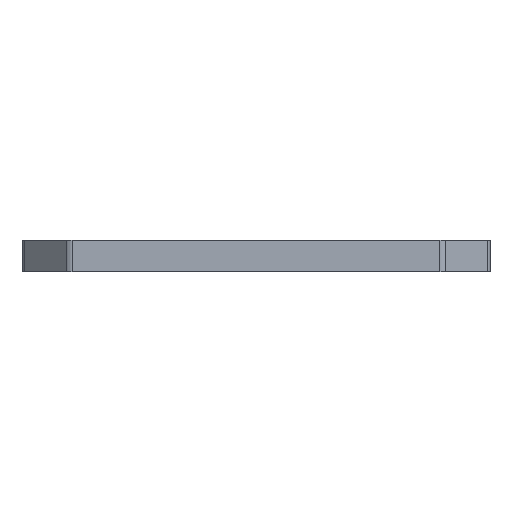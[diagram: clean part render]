
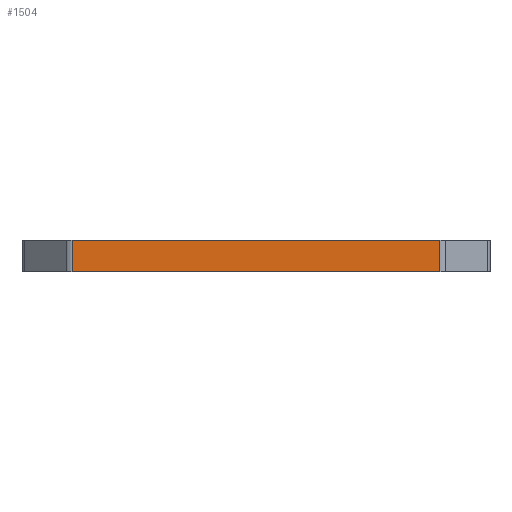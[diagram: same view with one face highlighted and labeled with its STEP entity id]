
A CAD part, left-side view. The second image highlights one B-rep face of the part: STEP entity #1504.
In plain terms, the highlighted planar face has unit normal (-1, 0, 0).
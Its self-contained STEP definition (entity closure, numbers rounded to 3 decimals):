
#33=PLANE('',#1649);
#88=FACE_OUTER_BOUND('',#168,.T.);
#168=EDGE_LOOP('',(#1165,#1166,#1167,#1168));
#265=LINE('',#2325,#421);
#306=LINE('',#2457,#462);
#307=LINE('',#2461,#463);
#308=LINE('',#2462,#464);
#421=VECTOR('',#1845,10.);
#462=VECTOR('',#1964,10.);
#463=VECTOR('',#1969,10.);
#464=VECTOR('',#1970,10.);
#666=VERTEX_POINT('',#2322);
#667=VERTEX_POINT('',#2324);
#719=VERTEX_POINT('',#2456);
#720=VERTEX_POINT('',#2460);
#828=EDGE_CURVE('',#666,#667,#265,.T.);
#894=EDGE_CURVE('',#667,#719,#306,.T.);
#896=EDGE_CURVE('',#720,#666,#307,.T.);
#897=EDGE_CURVE('',#720,#719,#308,.T.);
#1165=ORIENTED_EDGE('',*,*,#894,.F.);
#1166=ORIENTED_EDGE('',*,*,#828,.F.);
#1167=ORIENTED_EDGE('',*,*,#896,.F.);
#1168=ORIENTED_EDGE('',*,*,#897,.T.);
#1504=ADVANCED_FACE('',(#88),#33,.T.);
#1649=AXIS2_PLACEMENT_3D('',#2459,#1967,#1968);
#1845=DIRECTION('',(0.,-1.,0.));
#1964=DIRECTION('',(0.,0.,-1.));
#1967=DIRECTION('center_axis',(-1.,0.,0.));
#1968=DIRECTION('ref_axis',(0.,-1.,0.));
#1969=DIRECTION('',(0.,0.,1.));
#1970=DIRECTION('',(0.,-1.,0.));
#2322=CARTESIAN_POINT('',(-50.,23.586,4.));
#2324=CARTESIAN_POINT('',(-50.,-23.586,4.));
#2325=CARTESIAN_POINT('',(-50.,30.,4.));
#2456=CARTESIAN_POINT('',(-50.,-23.586,0.));
#2457=CARTESIAN_POINT('',(-50.,-23.586,0.));
#2459=CARTESIAN_POINT('Origin',(-50.,24.,0.));
#2460=CARTESIAN_POINT('',(-50.,23.586,0.));
#2461=CARTESIAN_POINT('',(-50.,23.586,0.));
#2462=CARTESIAN_POINT('',(-50.,30.,0.));
